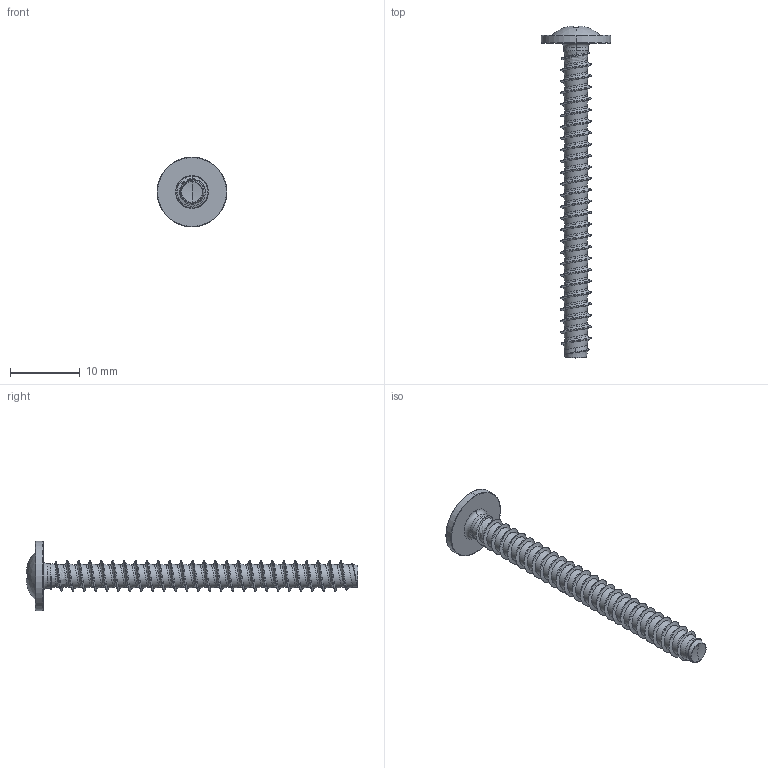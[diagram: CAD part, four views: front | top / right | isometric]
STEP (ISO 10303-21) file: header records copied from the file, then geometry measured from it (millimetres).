
FILE_DESCRIPTION (( 'STEP AP203' ), '1' );
FILE_NAME ('STP310450450.STEP', '2017-08-15T13:28:07', ( '' ), ( '' ), 'SwSTEP 2.0', 'SolidWorks 2015', '' );
FILE_SCHEMA (( 'CONFIG_CONTROL_DESIGN' ));
Length unit declared in the file: millimetre
Products named in the file (1): STP310450450
Bounding box: 10 x 47.44 x 10 mm (x, y, z)
Volume: 529.3 mm3; surface area: 957.1 mm2
Topology: 1 solids, 1 shells, 219 faces, 525 edges, 309 vertices
Faces by surface type: cylinder 79, bspline 51, torus 30, sphere 28, plane 23, cone 8
Entity records: 39683 total; most frequent: CARTESIAN_POINT 35106, ORIENTED_EDGE 1046, DIRECTION 835, EDGE_CURVE 523, AXIS2_PLACEMENT_3D 362, VERTEX_POINT 309, EDGE_LOOP 222, ADVANCED_FACE 219
